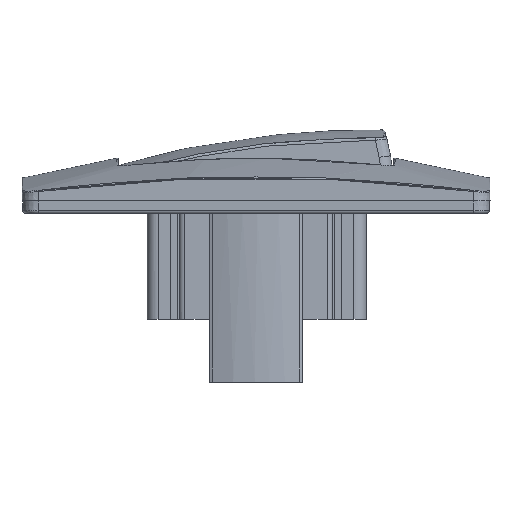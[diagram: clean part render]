
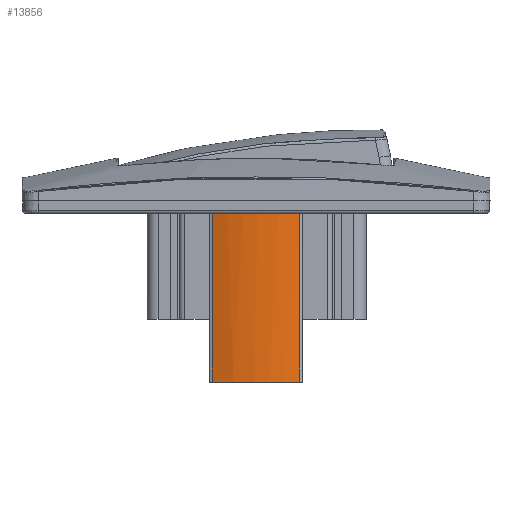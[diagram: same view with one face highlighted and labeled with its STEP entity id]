
A CAD part, left-side view. The second image highlights one B-rep face of the part: STEP entity #13856.
In plain terms, the highlighted cylindrical face has radius 25 mm (diameter 50 mm), a partial arc.
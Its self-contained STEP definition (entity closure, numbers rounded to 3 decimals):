
#459 = CYLINDRICAL_SURFACE ( 'NONE', #2687, 25. ) ;
#642 = VERTEX_POINT ( 'NONE', #5565 ) ;
#682 = CARTESIAN_POINT ( 'NONE',  ( -0.75, 0., 9. ) ) ;
#792 = DIRECTION ( 'NONE',  ( -0.947, -0.32, 0. ) ) ;
#1846 = CARTESIAN_POINT ( 'NONE',  ( -24.435, 8., 0. ) ) ;
#2687 = AXIS2_PLACEMENT_3D ( 'NONE', #682, #20972, #792 ) ;
#2796 = ORIENTED_EDGE ( 'NONE', *, *, #15603, .T. ) ;
#3837 = VERTEX_POINT ( 'NONE', #15379 ) ;
#3849 = CARTESIAN_POINT ( 'NONE',  ( -24.435, 8., 0. ) ) ;
#4115 = B_SPLINE_CURVE_WITH_KNOTS ( 'NONE', 3,
 ( #10277, #16957, #13644, #16847, #17178, #20627 ),
 .UNSPECIFIED., .F., .F.,
 ( 4, 2, 4 ),
 ( 0., 0.5, 1. ),
 .UNSPECIFIED. ) ;
#5445 = B_SPLINE_CURVE_WITH_KNOTS ( 'NONE', 3,
 ( #3849, #13948, #20710, #5722 ),
 .UNSPECIFIED., .F., .F.,
 ( 4, 4 ),
 ( 0., 1. ),
 .UNSPECIFIED. ) ;
#5565 = CARTESIAN_POINT ( 'NONE',  ( -24.435, -8., 0. ) ) ;
#5722 = CARTESIAN_POINT ( 'NONE',  ( -24.435, 8., -31. ) ) ;
#6172 = EDGE_CURVE ( 'NONE', #16022, #3837, #4115, .T. ) ;
#6591 = EDGE_CURVE ( 'NONE', #12213, #16022, #5445, .T. ) ;
#7977 = CARTESIAN_POINT ( 'NONE',  ( -24.435, 8., -31. ) ) ;
#8074 = ORIENTED_EDGE ( 'NONE', *, *, #17215, .T. ) ;
#8357 = B_SPLINE_CURVE_WITH_KNOTS ( 'NONE', 3,
 ( #21690, #16676, #11778, #18456, #20236, #16781 ),
 .UNSPECIFIED., .F., .F.,
 ( 4, 2, 4 ),
 ( 0., 0.5, 1. ),
 .UNSPECIFIED. ) ;
#8686 = EDGE_LOOP ( 'NONE', ( #17890, #8074, #2796, #12655 ) ) ;
#10277 = CARTESIAN_POINT ( 'NONE',  ( -24.435, 8., -31. ) ) ;
#11778 = CARTESIAN_POINT ( 'NONE',  ( -25.75, -2.714, 0. ) ) ;
#12058 = CARTESIAN_POINT ( 'NONE',  ( -24.435, -8., -20.667 ) ) ;
#12213 = VERTEX_POINT ( 'NONE', #1846 ) ;
#12655 = ORIENTED_EDGE ( 'NONE', *, *, #6591, .T. ) ;
#13644 = CARTESIAN_POINT ( 'NONE',  ( -25.75, 2.714, -31. ) ) ;
#13856 = ADVANCED_FACE ( 'NONE', ( #15965 ), #459, .T. ) ;
#13948 = CARTESIAN_POINT ( 'NONE',  ( -24.435, 8., -10.333 ) ) ;
#15302 = CARTESIAN_POINT ( 'NONE',  ( -24.435, -8., 0. ) ) ;
#15379 = CARTESIAN_POINT ( 'NONE',  ( -24.435, -8., -31. ) ) ;
#15404 = CARTESIAN_POINT ( 'NONE',  ( -24.435, -8., -31. ) ) ;
#15603 = EDGE_CURVE ( 'NONE', #642, #12213, #8357, .T. ) ;
#15965 = FACE_OUTER_BOUND ( 'NONE', #8686, .T. ) ;
#16022 = VERTEX_POINT ( 'NONE', #7977 ) ;
#16676 = CARTESIAN_POINT ( 'NONE',  ( -25.304, -5.428, 0. ) ) ;
#16781 = CARTESIAN_POINT ( 'NONE',  ( -24.435, 8., 0. ) ) ;
#16847 = CARTESIAN_POINT ( 'NONE',  ( -25.75, -2.714, -31. ) ) ;
#16957 = CARTESIAN_POINT ( 'NONE',  ( -25.304, 5.428, -31. ) ) ;
#17178 = CARTESIAN_POINT ( 'NONE',  ( -25.304, -5.428, -31. ) ) ;
#17215 = EDGE_CURVE ( 'NONE', #3837, #642, #17695, .T. ) ;
#17695 = B_SPLINE_CURVE_WITH_KNOTS ( 'NONE', 3,
 ( #15404, #12058, #18835, #15302 ),
 .UNSPECIFIED., .F., .F.,
 ( 4, 4 ),
 ( 0., 1. ),
 .UNSPECIFIED. ) ;
#17890 = ORIENTED_EDGE ( 'NONE', *, *, #6172, .T. ) ;
#18456 = CARTESIAN_POINT ( 'NONE',  ( -25.75, 2.714, 0. ) ) ;
#18835 = CARTESIAN_POINT ( 'NONE',  ( -24.435, -8., -10.333 ) ) ;
#20236 = CARTESIAN_POINT ( 'NONE',  ( -25.304, 5.428, 0. ) ) ;
#20627 = CARTESIAN_POINT ( 'NONE',  ( -24.435, -8., -31. ) ) ;
#20710 = CARTESIAN_POINT ( 'NONE',  ( -24.435, 8., -20.667 ) ) ;
#20972 = DIRECTION ( 'NONE',  ( 0., 0., -1. ) ) ;
#21690 = CARTESIAN_POINT ( 'NONE',  ( -24.435, -8., 0. ) ) ;
